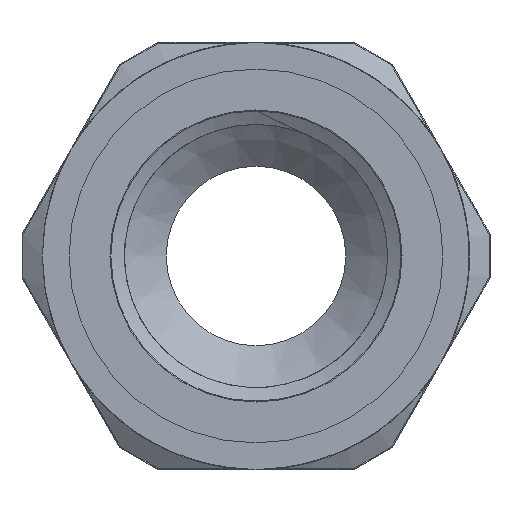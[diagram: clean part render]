
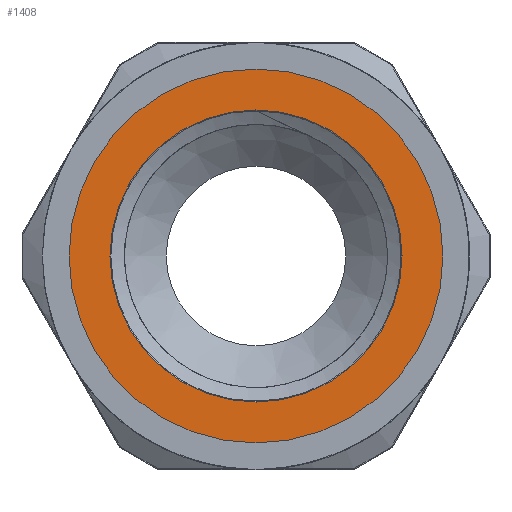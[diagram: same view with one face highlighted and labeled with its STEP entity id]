
A CAD part, left-side view. The second image highlights one B-rep face of the part: STEP entity #1408.
In plain terms, the highlighted planar face has unit normal (-1, 0, 0).
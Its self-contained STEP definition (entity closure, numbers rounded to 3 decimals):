
#23=FACE_BOUND('',#466,.T.);
#53=PLANE('',#1566);
#361=FACE_OUTER_BOUND('',#465,.T.);
#465=EDGE_LOOP('',(#1248));
#466=EDGE_LOOP('',(#1249));
#566=CIRCLE('',#1565,8.201);
#567=CIRCLE('',#1567,10.5);
#688=VERTEX_POINT('',#5160);
#689=VERTEX_POINT('',#5163);
#892=EDGE_CURVE('',#688,#688,#566,.T.);
#893=EDGE_CURVE('',#689,#689,#567,.T.);
#1248=ORIENTED_EDGE('',*,*,#893,.F.);
#1249=ORIENTED_EDGE('',*,*,#892,.T.);
#1408=ADVANCED_FACE('',(#361,#23),#53,.T.);
#1565=AXIS2_PLACEMENT_3D('',#5161,#1908,#1909);
#1566=AXIS2_PLACEMENT_3D('',#5162,#1910,#1911);
#1567=AXIS2_PLACEMENT_3D('',#5164,#1912,#1913);
#1908=DIRECTION('center_axis',(1.,0.,0.));
#1909=DIRECTION('ref_axis',(0.,0.,-1.));
#1910=DIRECTION('center_axis',(-1.,0.,0.));
#1911=DIRECTION('ref_axis',(0.,0.,1.));
#1912=DIRECTION('center_axis',(1.,0.,0.));
#1913=DIRECTION('ref_axis',(0.,0.,-1.));
#5160=CARTESIAN_POINT('',(-14.,8.201,0.));
#5161=CARTESIAN_POINT('Origin',(-14.,0.,0.));
#5162=CARTESIAN_POINT('Origin',(-14.,10.5,0.));
#5163=CARTESIAN_POINT('',(-14.,10.5,0.));
#5164=CARTESIAN_POINT('Origin',(-14.,0.,0.));
